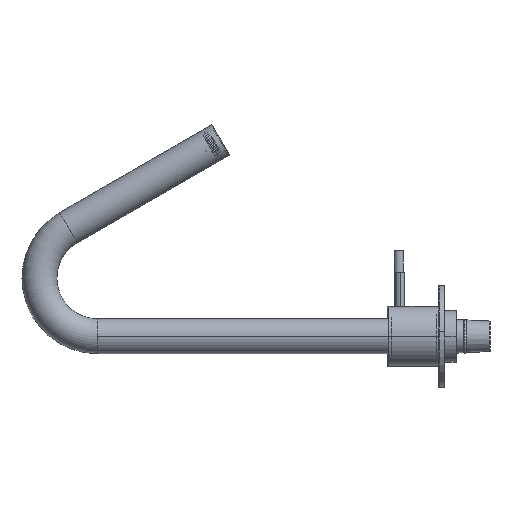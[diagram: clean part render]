
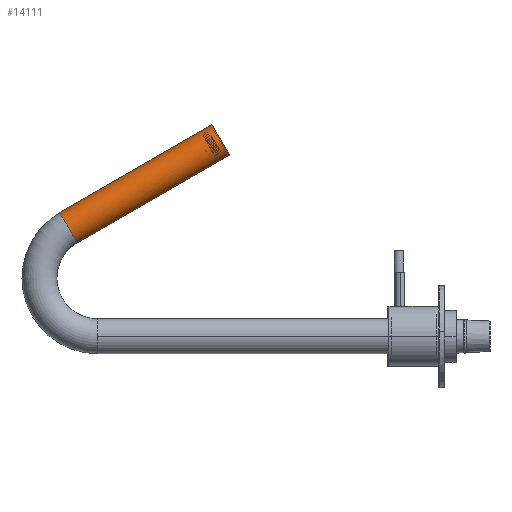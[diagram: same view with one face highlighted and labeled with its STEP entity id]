
A CAD part, left-side view. The second image highlights one B-rep face of the part: STEP entity #14111.
In plain terms, the highlighted cylindrical face has radius 12 mm (diameter 24 mm), a partial arc.
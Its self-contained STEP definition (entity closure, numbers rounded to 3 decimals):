
#334 = CARTESIAN_POINT ( 'NONE',  ( 85.033, 260.545, 0. ) ) ;
#840 = VERTEX_POINT ( 'NONE', #6338 ) ;
#860 = VERTEX_POINT ( 'NONE', #36419 ) ;
#5749 = ORIENTED_EDGE ( 'NONE', *, *, #38017, .T. ) ;
#6119 = CARTESIAN_POINT ( 'NONE',  ( 124.608, 144., 0. ) ) ;
#6338 = CARTESIAN_POINT ( 'NONE',  ( 145.392, 156., 0. ) ) ;
#6396 = LINE ( 'NONE', #26162, #59294 ) ;
#9068 = ORIENTED_EDGE ( 'NONE', *, *, #20452, .F. ) ;
#9302 = DIRECTION ( 'NONE',  ( 0.5, -0.866, 0. ) ) ;
#11520 = EDGE_CURVE ( 'NONE', #34907, #46358, #6396, .T. ) ;
#12919 = DIRECTION ( 'NONE',  ( 0.5, -0.866, 0. ) ) ;
#14111 = ADVANCED_FACE ( 'NONE', ( #36974 ), #47316, .T. ) ;
#15023 = CIRCLE ( 'NONE', #38760, 12. ) ;
#16531 = ORIENTED_EDGE ( 'NONE', *, *, #46308, .F. ) ;
#20452 = EDGE_CURVE ( 'NONE', #840, #46358, #43273, .T. ) ;
#26162 = CARTESIAN_POINT ( 'NONE',  ( 64.249, 248.545, 0. ) ) ;
#28733 = CARTESIAN_POINT ( 'NONE',  ( 135., 150., 0. ) ) ;
#32980 = DIRECTION ( 'NONE',  ( 0., 0., 1. ) ) ;
#34531 = DIRECTION ( 'NONE',  ( 0., 0., 1. ) ) ;
#34907 = VERTEX_POINT ( 'NONE', #38415 ) ;
#34937 = VECTOR ( 'NONE', #60129, 1000. ) ;
#36419 = CARTESIAN_POINT ( 'NONE',  ( 85.033, 260.545, 0. ) ) ;
#36974 = FACE_OUTER_BOUND ( 'NONE', #56377, .T. ) ;
#37530 = AXIS2_PLACEMENT_3D ( 'NONE', #41515, #42158, #51542 ) ;
#38017 = EDGE_CURVE ( 'NONE', #860, #34907, #15023, .T. ) ;
#38415 = CARTESIAN_POINT ( 'NONE',  ( 64.249, 248.545, 0. ) ) ;
#38760 = AXIS2_PLACEMENT_3D ( 'NONE', #42043, #12919, #32980 ) ;
#40744 = LINE ( 'NONE', #334, #34937 ) ;
#41515 = CARTESIAN_POINT ( 'NONE',  ( 74.641, 254.545, 0. ) ) ;
#42043 = CARTESIAN_POINT ( 'NONE',  ( 74.641, 254.545, 0. ) ) ;
#42158 = DIRECTION ( 'NONE',  ( 0.5, -0.866, 0. ) ) ;
#43273 = CIRCLE ( 'NONE', #58722, 12. ) ;
#46308 = EDGE_CURVE ( 'NONE', #860, #840, #40744, .T. ) ;
#46358 = VERTEX_POINT ( 'NONE', #6119 ) ;
#47316 = CYLINDRICAL_SURFACE ( 'NONE', #37530, 12. ) ;
#51542 = DIRECTION ( 'NONE',  ( 0.866, 0.5, 0. ) ) ;
#53573 = DIRECTION ( 'NONE',  ( 0.5, -0.866, 0. ) ) ;
#56377 = EDGE_LOOP ( 'NONE', ( #5749, #63266, #9068, #16531 ) ) ;
#58722 = AXIS2_PLACEMENT_3D ( 'NONE', #28733, #9302, #34531 ) ;
#59294 = VECTOR ( 'NONE', #53573, 1000. ) ;
#60129 = DIRECTION ( 'NONE',  ( 0.5, -0.866, 0. ) ) ;
#63266 = ORIENTED_EDGE ( 'NONE', *, *, #11520, .T. ) ;
